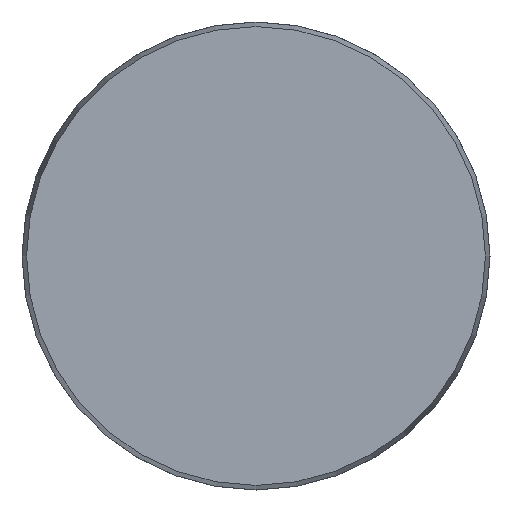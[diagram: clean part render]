
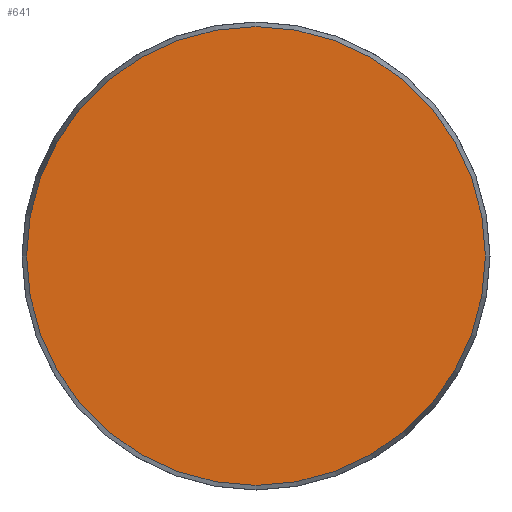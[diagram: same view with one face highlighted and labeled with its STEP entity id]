
A CAD part, front view. The second image highlights one B-rep face of the part: STEP entity #641.
In plain terms, the highlighted planar face has unit normal (0, -1, 0).
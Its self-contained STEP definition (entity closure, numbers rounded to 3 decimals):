
#5 = VERTEX_POINT ( 'NONE', #459 ) ;
#51 = FACE_OUTER_BOUND ( 'NONE', #366, .T. ) ;
#102 = AXIS2_PLACEMENT_3D ( 'NONE', #656, #494, #708 ) ;
#246 = ORIENTED_EDGE ( 'NONE', *, *, #428, .T. ) ;
#294 = CIRCLE ( 'NONE', #534, 28.425 ) ;
#366 = EDGE_LOOP ( 'NONE', ( #246 ) ) ;
#404 = DIRECTION ( 'NONE',  ( 0., -1., 0. ) ) ;
#411 = CARTESIAN_POINT ( 'NONE',  ( 0., 0., 0. ) ) ;
#428 = EDGE_CURVE ( 'NONE', #5, #5, #294, .T. ) ;
#441 = PLANE ( 'NONE',  #102 ) ;
#459 = CARTESIAN_POINT ( 'NONE',  ( 0., 0., -28.425 ) ) ;
#494 = DIRECTION ( 'NONE',  ( 0., 1., 0. ) ) ;
#534 = AXIS2_PLACEMENT_3D ( 'NONE', #411, #404, #685 ) ;
#641 = ADVANCED_FACE ( 'NONE', ( #51 ), #441, .F. ) ;
#656 = CARTESIAN_POINT ( 'NONE',  ( -28.425, 0., 0. ) ) ;
#685 = DIRECTION ( 'NONE',  ( 0., 0., -1. ) ) ;
#708 = DIRECTION ( 'NONE',  ( 0., 0., 1. ) ) ;
